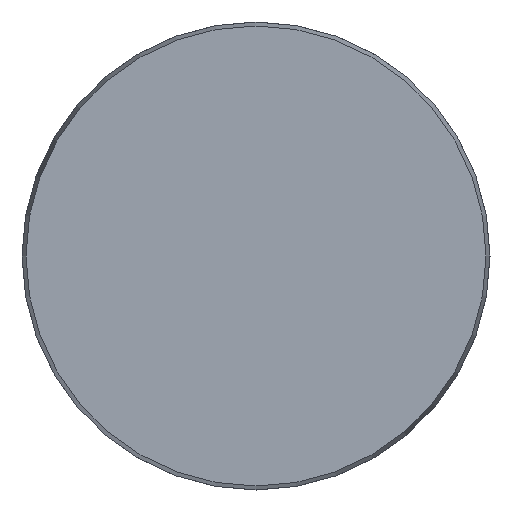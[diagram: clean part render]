
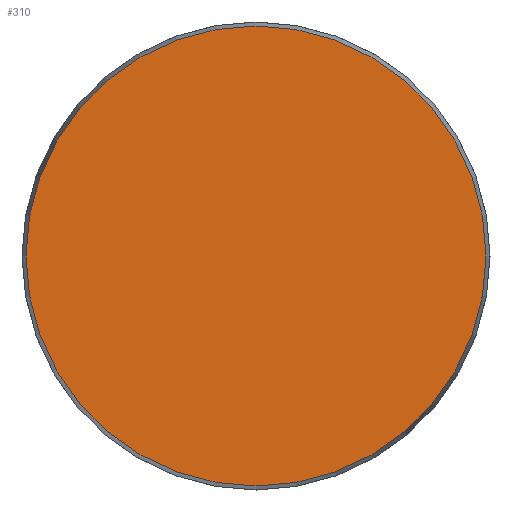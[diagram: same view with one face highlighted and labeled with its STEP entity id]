
A CAD part, front view. The second image highlights one B-rep face of the part: STEP entity #310.
In plain terms, the highlighted planar face has unit normal (0, -1, 0).
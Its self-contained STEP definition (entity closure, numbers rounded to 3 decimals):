
#146 = DIRECTION ( 'NONE',  ( 0., -1., 0. ) ) ;
#155 = PLANE ( 'NONE',  #787 ) ;
#221 = CARTESIAN_POINT ( 'NONE',  ( -49.143, 0., 0. ) ) ;
#237 = VERTEX_POINT ( 'NONE', #495 ) ;
#240 = CIRCLE ( 'NONE', #806, 49.143 ) ;
#265 = FACE_OUTER_BOUND ( 'NONE', #739, .T. ) ;
#279 = DIRECTION ( 'NONE',  ( 0., 0., 1. ) ) ;
#310 = ADVANCED_FACE ( 'NONE', ( #265 ), #155, .F. ) ;
#495 = CARTESIAN_POINT ( 'NONE',  ( 0., 0., -49.143 ) ) ;
#533 = ORIENTED_EDGE ( 'NONE', *, *, #763, .T. ) ;
#653 = CARTESIAN_POINT ( 'NONE',  ( 0., 0., 0. ) ) ;
#666 = DIRECTION ( 'NONE',  ( 0., 1., 0. ) ) ;
#739 = EDGE_LOOP ( 'NONE', ( #533 ) ) ;
#763 = EDGE_CURVE ( 'NONE', #237, #237, #240, .T. ) ;
#787 = AXIS2_PLACEMENT_3D ( 'NONE', #221, #666, #279 ) ;
#791 = DIRECTION ( 'NONE',  ( 0., 0., -1. ) ) ;
#806 = AXIS2_PLACEMENT_3D ( 'NONE', #653, #146, #791 ) ;
